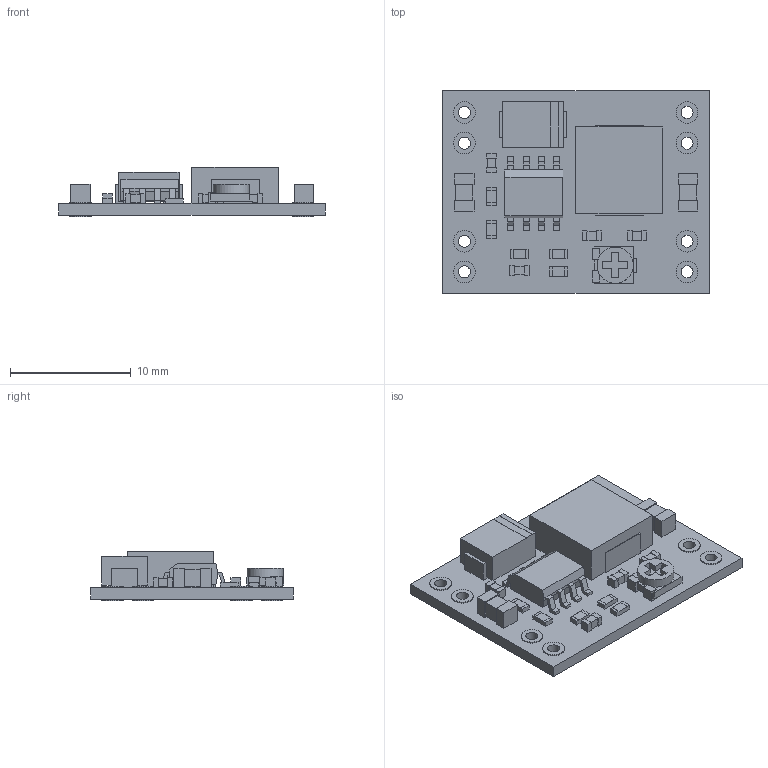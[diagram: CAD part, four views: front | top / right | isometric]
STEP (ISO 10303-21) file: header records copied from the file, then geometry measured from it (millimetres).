
FILE_DESCRIPTION(('FreeCAD Model'),'2;1');
FILE_NAME( 'D-SUN_dcdc_step_down_Simple_NoSilk_.step', '2017-02-10T15:48:19',('Author'),(''), 'Open CASCADE STEP processor 6.8','FreeCAD','Unknown');
FILE_SCHEMA(('AUTOMOTIVE_DESIGN_CC2 { 1 2 10303 214 -1 1 5 4 }'));
Length unit declared in the file: millimetre
Products named in the file (4): ASSEMBLY; main001; pins; comp-top
Assembly tree (3 placements, depth 2):
  ASSEMBLY
    main001
    pins
    comp-top
Bounding box: 22.1 x 16.8 x 4.1 mm (x, y, z)
Volume: 632.9 mm3; surface area: 1444 mm2
Topology: 24 solids, 24 shells, 375 faces, 884 edges, 570 vertices
Faces by surface type: plane 350, cylinder 25
Full cylindrical faces by diameter (mm): 1 x8, 1.8 x16, 3 x1
Entity records: 24503 total; most frequent: CARTESIAN_POINT 3665, DIRECTION 3400, LINE 2480, VECTOR 2480, ORIENTED_EDGE 1768, PCURVE 1768, DEFINITIONAL_REPRESENTATION 1768, EDGE_CURVE 884
